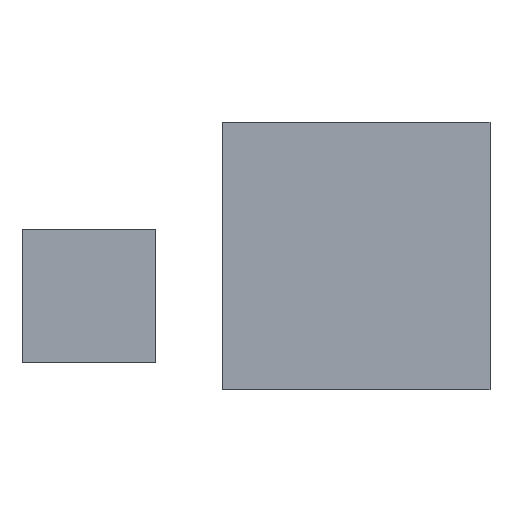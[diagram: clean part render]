
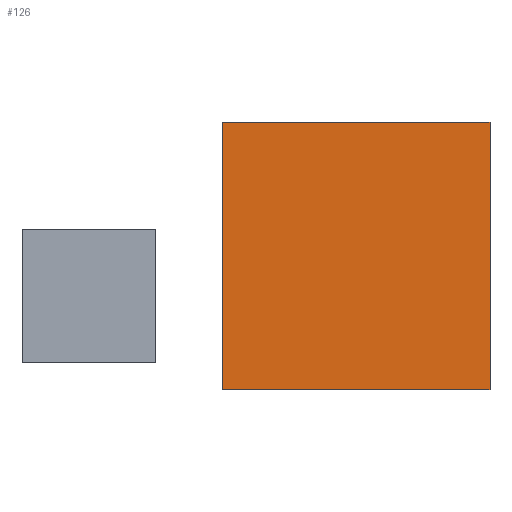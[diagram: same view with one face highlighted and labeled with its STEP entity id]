
A CAD part, top view. The second image highlights one B-rep face of the part: STEP entity #126.
In plain terms, the highlighted planar face has unit normal (0, 0, 1).
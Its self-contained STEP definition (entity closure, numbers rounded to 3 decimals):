
#17=FACE_OUTER_BOUND('',#24,.T.);
#24=EDGE_LOOP('',(#91,#92,#93,#94));
#31=LINE('',#191,#47);
#32=LINE('',#193,#48);
#33=LINE('',#195,#49);
#34=LINE('',#196,#50);
#47=VECTOR('',#159,10.);
#48=VECTOR('',#160,10.);
#49=VECTOR('',#161,10.);
#50=VECTOR('',#162,10.);
#63=VERTEX_POINT('',#189);
#64=VERTEX_POINT('',#190);
#65=VERTEX_POINT('',#192);
#66=VERTEX_POINT('',#194);
#75=EDGE_CURVE('',#63,#64,#31,.T.);
#76=EDGE_CURVE('',#64,#65,#32,.T.);
#77=EDGE_CURVE('',#65,#66,#33,.T.);
#78=EDGE_CURVE('',#66,#63,#34,.T.);
#91=ORIENTED_EDGE('',*,*,#75,.T.);
#92=ORIENTED_EDGE('',*,*,#76,.T.);
#93=ORIENTED_EDGE('',*,*,#77,.T.);
#94=ORIENTED_EDGE('',*,*,#78,.T.);
#119=PLANE('',#148);
#126=ADVANCED_FACE('',(#17),#119,.T.);
#148=AXIS2_PLACEMENT_3D('',#188,#157,#158);
#157=DIRECTION('center_axis',(0.,0.,1.));
#158=DIRECTION('ref_axis',(1.,0.,0.));
#159=DIRECTION('',(0.,-1.,0.));
#160=DIRECTION('',(1.,0.,0.));
#161=DIRECTION('',(0.,1.,0.));
#162=DIRECTION('',(-1.,0.,0.));
#188=CARTESIAN_POINT('Origin',(5.,5.,0.));
#189=CARTESIAN_POINT('',(0.,10.,0.));
#190=CARTESIAN_POINT('',(0.,0.,0.));
#191=CARTESIAN_POINT('',(0.,10.,0.));
#192=CARTESIAN_POINT('',(10.,0.,0.));
#193=CARTESIAN_POINT('',(0.,0.,0.));
#194=CARTESIAN_POINT('',(10.,10.,0.));
#195=CARTESIAN_POINT('',(10.,0.,0.));
#196=CARTESIAN_POINT('',(10.,10.,0.));
